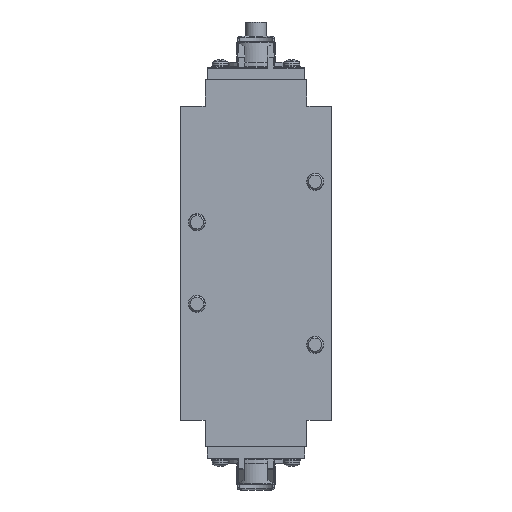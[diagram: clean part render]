
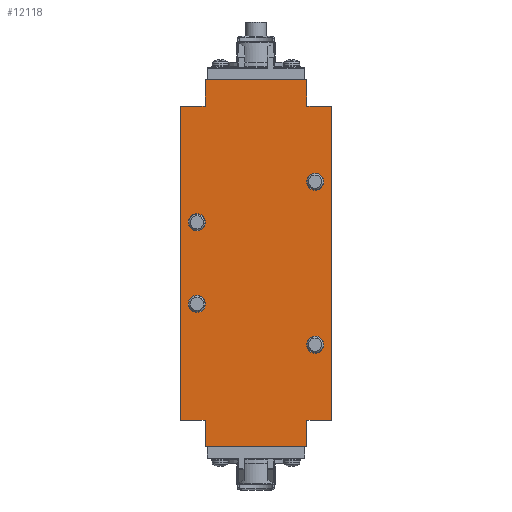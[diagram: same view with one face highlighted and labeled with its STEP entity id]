
A CAD part, front view. The second image highlights one B-rep face of the part: STEP entity #12118.
In plain terms, the highlighted planar face has unit normal (0, -1, 0).
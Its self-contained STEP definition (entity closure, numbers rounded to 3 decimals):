
#1041=LINE('',#21618,#2030);
#1067=LINE('',#21689,#2056);
#1110=LINE('',#21824,#2099);
#1112=LINE('',#21830,#2101);
#1115=LINE('',#21836,#2104);
#1116=LINE('',#21838,#2105);
#1117=LINE('',#21840,#2106);
#1119=LINE('',#21844,#2108);
#1121=LINE('',#21848,#2110);
#1125=LINE('',#21859,#2114);
#1126=LINE('',#21862,#2115);
#1127=LINE('',#21863,#2116);
#2030=VECTOR('',#16483,154.);
#2056=VECTOR('',#16567,154.);
#2099=VECTOR('',#16732,13.);
#2101=VECTOR('',#16736,13.);
#2104=VECTOR('',#16745,50.);
#2105=VECTOR('',#16748,12.);
#2106=VECTOR('',#16751,12.);
#2108=VECTOR('',#16755,12.);
#2110=VECTOR('',#16759,12.);
#2114=VECTOR('',#16773,13.);
#2115=VECTOR('',#16776,50.);
#2116=VECTOR('',#16777,13.);
#2618=FACE_BOUND('',#4206,.T.);
#2619=FACE_BOUND('',#4207,.T.);
#2620=FACE_BOUND('',#4208,.T.);
#2621=FACE_BOUND('',#4209,.T.);
#3305=FACE_OUTER_BOUND('',#4205,.T.);
#4205=EDGE_LOOP('',(#10464,#10465,#10466,#10467,#10468,#10469,#10470,#10471,
#10472,#10473,#10474,#10475));
#4206=EDGE_LOOP('',(#10476));
#4207=EDGE_LOOP('',(#10477));
#4208=EDGE_LOOP('',(#10478));
#4209=EDGE_LOOP('',(#10479));
#4778=CIRCLE('',#13387,4.2);
#4779=CIRCLE('',#13389,4.2);
#4780=CIRCLE('',#13391,4.2);
#4781=CIRCLE('',#13393,4.2);
#5710=VERTEX_POINT('',#21615);
#5711=VERTEX_POINT('',#21617);
#5726=VERTEX_POINT('',#21686);
#5727=VERTEX_POINT('',#21688);
#5752=VERTEX_POINT('',#21800);
#5753=VERTEX_POINT('',#21803);
#5754=VERTEX_POINT('',#21806);
#5755=VERTEX_POINT('',#21809);
#5757=VERTEX_POINT('',#21820);
#5758=VERTEX_POINT('',#21822);
#5759=VERTEX_POINT('',#21826);
#5761=VERTEX_POINT('',#21829);
#5762=VERTEX_POINT('',#21842);
#5763=VERTEX_POINT('',#21846);
#5765=VERTEX_POINT('',#21857);
#5766=VERTEX_POINT('',#21861);
#7228=EDGE_CURVE('',#5710,#5711,#1041,.T.);
#7266=EDGE_CURVE('',#5727,#5726,#1067,.T.);
#7321=EDGE_CURVE('',#5752,#5752,#4778,.T.);
#7322=EDGE_CURVE('',#5753,#5753,#4779,.T.);
#7323=EDGE_CURVE('',#5754,#5754,#4780,.T.);
#7324=EDGE_CURVE('',#5755,#5755,#4781,.T.);
#7329=EDGE_CURVE('',#5758,#5757,#1110,.T.);
#7331=EDGE_CURVE('',#5761,#5759,#1112,.T.);
#7335=EDGE_CURVE('',#5757,#5759,#1115,.T.);
#7336=EDGE_CURVE('',#5726,#5761,#1116,.T.);
#7337=EDGE_CURVE('',#5758,#5711,#1117,.T.);
#7339=EDGE_CURVE('',#5762,#5710,#1119,.T.);
#7341=EDGE_CURVE('',#5727,#5763,#1121,.T.);
#7346=EDGE_CURVE('',#5762,#5765,#1125,.T.);
#7347=EDGE_CURVE('',#5765,#5766,#1126,.T.);
#7348=EDGE_CURVE('',#5763,#5766,#1127,.T.);
#10464=ORIENTED_EDGE('',*,*,#7228,.F.);
#10465=ORIENTED_EDGE('',*,*,#7339,.F.);
#10466=ORIENTED_EDGE('',*,*,#7346,.T.);
#10467=ORIENTED_EDGE('',*,*,#7347,.T.);
#10468=ORIENTED_EDGE('',*,*,#7348,.F.);
#10469=ORIENTED_EDGE('',*,*,#7341,.F.);
#10470=ORIENTED_EDGE('',*,*,#7266,.T.);
#10471=ORIENTED_EDGE('',*,*,#7336,.T.);
#10472=ORIENTED_EDGE('',*,*,#7331,.T.);
#10473=ORIENTED_EDGE('',*,*,#7335,.F.);
#10474=ORIENTED_EDGE('',*,*,#7329,.F.);
#10475=ORIENTED_EDGE('',*,*,#7337,.T.);
#10476=ORIENTED_EDGE('',*,*,#7321,.T.);
#10477=ORIENTED_EDGE('',*,*,#7322,.T.);
#10478=ORIENTED_EDGE('',*,*,#7323,.T.);
#10479=ORIENTED_EDGE('',*,*,#7324,.T.);
#11288=PLANE('',#13414);
#12118=ADVANCED_FACE('',(#3305,#2618,#2619,#2620,#2621),#11288,.T.);
#13387=AXIS2_PLACEMENT_3D('',#21801,#16701,#16702);
#13389=AXIS2_PLACEMENT_3D('',#21804,#16705,#16706);
#13391=AXIS2_PLACEMENT_3D('',#21807,#16709,#16710);
#13393=AXIS2_PLACEMENT_3D('',#21810,#16713,#16714);
#13414=AXIS2_PLACEMENT_3D('',#21860,#16774,#16775);
#16483=DIRECTION('',(0.,0.,-1.));
#16567=DIRECTION('',(0.,0.,-1.));
#16701=DIRECTION('center_axis',(0.,1.,0.));
#16702=DIRECTION('ref_axis',(1.,0.,0.));
#16705=DIRECTION('center_axis',(0.,1.,0.));
#16706=DIRECTION('ref_axis',(1.,0.,0.));
#16709=DIRECTION('center_axis',(0.,1.,0.));
#16710=DIRECTION('ref_axis',(1.,0.,0.));
#16713=DIRECTION('center_axis',(0.,1.,0.));
#16714=DIRECTION('ref_axis',(1.,0.,0.));
#16732=DIRECTION('',(0.,0.,-1.));
#16736=DIRECTION('',(0.,0.,-1.));
#16745=DIRECTION('',(-1.,0.,0.));
#16748=DIRECTION('',(1.,0.,0.));
#16751=DIRECTION('',(1.,0.,0.));
#16755=DIRECTION('',(1.,0.,0.));
#16759=DIRECTION('',(1.,0.,0.));
#16773=DIRECTION('',(0.,0.,1.));
#16774=DIRECTION('center_axis',(0.,-1.,0.));
#16775=DIRECTION('ref_axis',(0.,0.,-1.));
#16776=DIRECTION('',(-1.,0.,0.));
#16777=DIRECTION('',(0.,0.,1.));
#21615=CARTESIAN_POINT('',(37.,-50.,0.));
#21617=CARTESIAN_POINT('',(37.,-50.,-154.));
#21618=CARTESIAN_POINT('',(37.,-50.,0.));
#21686=CARTESIAN_POINT('',(-37.,-50.,-154.));
#21688=CARTESIAN_POINT('',(-37.,-50.,0.));
#21689=CARTESIAN_POINT('',(-37.,-50.,0.));
#21800=CARTESIAN_POINT('',(24.8,-50.,-117.));
#21801=CARTESIAN_POINT('Origin',(29.,-50.,-117.));
#21803=CARTESIAN_POINT('',(24.8,-50.,-37.));
#21804=CARTESIAN_POINT('Origin',(29.,-50.,-37.));
#21806=CARTESIAN_POINT('',(-33.2,-50.,-57.));
#21807=CARTESIAN_POINT('Origin',(-29.,-50.,-57.));
#21809=CARTESIAN_POINT('',(-33.2,-50.,-97.));
#21810=CARTESIAN_POINT('Origin',(-29.,-50.,-97.));
#21820=CARTESIAN_POINT('',(25.,-50.,-167.));
#21822=CARTESIAN_POINT('',(25.,-50.,-154.));
#21824=CARTESIAN_POINT('',(25.,-50.,-154.));
#21826=CARTESIAN_POINT('',(-25.,-50.,-167.));
#21829=CARTESIAN_POINT('',(-25.,-50.,-154.));
#21830=CARTESIAN_POINT('',(-25.,-50.,-154.));
#21836=CARTESIAN_POINT('',(25.,-50.,-167.));
#21838=CARTESIAN_POINT('',(-37.,-50.,-154.));
#21840=CARTESIAN_POINT('',(-37.,-50.,-154.));
#21842=CARTESIAN_POINT('',(25.,-50.,0.));
#21844=CARTESIAN_POINT('',(-37.,-50.,0.));
#21846=CARTESIAN_POINT('',(-25.,-50.,0.));
#21848=CARTESIAN_POINT('',(-37.,-50.,0.));
#21857=CARTESIAN_POINT('',(25.,-50.,13.));
#21859=CARTESIAN_POINT('',(25.,-50.,0.));
#21860=CARTESIAN_POINT('Origin',(-23.,-50.,0.));
#21861=CARTESIAN_POINT('',(-25.,-50.,13.));
#21862=CARTESIAN_POINT('',(-23.,-50.,13.));
#21863=CARTESIAN_POINT('',(-25.,-50.,0.));
